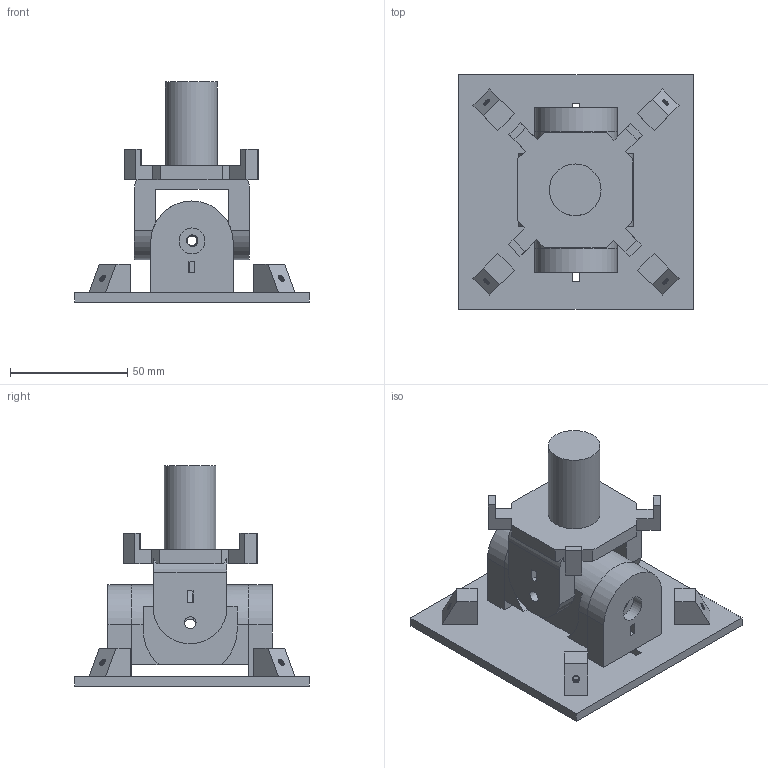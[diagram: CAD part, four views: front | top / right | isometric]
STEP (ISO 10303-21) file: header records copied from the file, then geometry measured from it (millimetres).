
FILE_DESCRIPTION(/* description */ (''),/* implementation_level */ '2;1');
FILE_NAME(/* name */ 'joystick_assembled v13.step',/* time_stamp */ '2025-07-01T21:54:19-04:00',/* author */ (''),/* organization */ (''),/* preprocessor_version */ 'ST-DEVELOPER v20.1',/* originating_system */ 'Autodesk Translation Framework v14.10.0.0',/* authorisation */ '');
FILE_SCHEMA (('AUTOMOTIVE_DESIGN { 1 0 10303 214 3 1 1 }'));
Length unit declared in the file: millimetre
Products named in the file (5): joystick_assembled; roll; pitch; roll brackets; base
Assembly tree (5 placements, depth 2):
  joystick_assembled
    roll
    pitch
    roll brackets  x2
    base
Bounding box: 100 x 100 x 93.76 mm (x, y, z)
Volume: 162826.1 mm3; surface area: 57625 mm2
Topology: 5 solids, 5 shells, 394 faces, 1104 edges, 735 vertices
Faces by surface type: cylinder 232, plane 146, bspline 16
Full cylindrical faces by diameter (mm): 2.529 x36, 3.086 x18, 4.234 x6, 5 x6, 5.12 x6, 11 x4, 22 x1
Entity records: 20737 total; most frequent: CARTESIAN_POINT 12625, ORIENTED_EDGE 1860, DIRECTION 1317, EDGE_CURVE 930, VERTEX_POINT 619, LINE 497, VECTOR 497, AXIS2_PLACEMENT_3D 410
